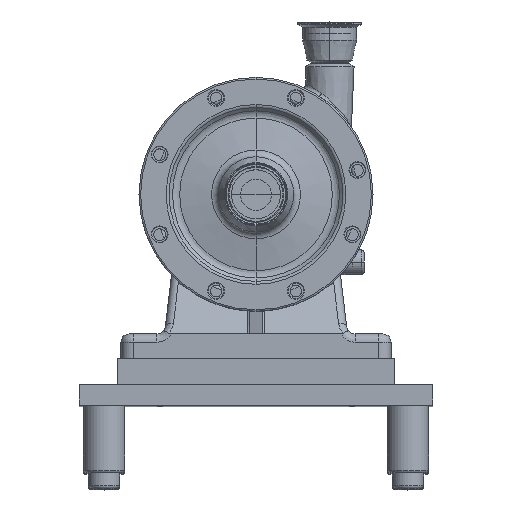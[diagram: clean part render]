
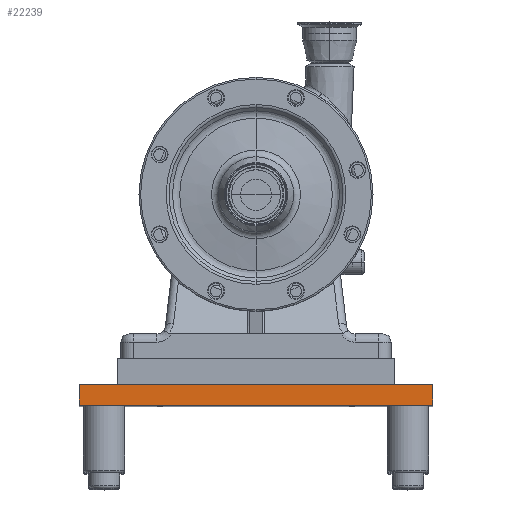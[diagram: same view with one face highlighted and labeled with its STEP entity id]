
A CAD part, top view. The second image highlights one B-rep face of the part: STEP entity #22239.
In plain terms, the highlighted planar face has unit normal (0, 0, 1).
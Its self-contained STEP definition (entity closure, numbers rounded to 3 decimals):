
#69 = VECTOR ( 'NONE', #22838, 1000. ) ;
#100 = EDGE_CURVE ( 'NONE', #29839, #26424, #15697, .T. ) ;
#543 = DIRECTION ( 'NONE',  ( -1., 0., 0. ) ) ;
#1023 = CARTESIAN_POINT ( 'NONE',  ( 215.9, 25.4, 584.2 ) ) ;
#2223 = CARTESIAN_POINT ( 'NONE',  ( 215.9, 0., 584.2 ) ) ;
#3676 = PLANE ( 'NONE',  #11657 ) ;
#4269 = ORIENTED_EDGE ( 'NONE', *, *, #26813, .T. ) ;
#5661 = VECTOR ( 'NONE', #28192, 1000. ) ;
#5806 = LINE ( 'NONE', #30814, #5661 ) ;
#6026 = DIRECTION ( 'NONE',  ( 1., 0., 0. ) ) ;
#6703 = VECTOR ( 'NONE', #6026, 1000. ) ;
#7344 = EDGE_CURVE ( 'NONE', #29839, #31456, #18623, .T. ) ;
#7770 = ORIENTED_EDGE ( 'NONE', *, *, #7344, .F. ) ;
#8900 = CARTESIAN_POINT ( 'NONE',  ( 215.9, 25.4, 584.2 ) ) ;
#8905 = ORIENTED_EDGE ( 'NONE', *, *, #9170, .F. ) ;
#9013 = CARTESIAN_POINT ( 'NONE',  ( -215.9, 0., 584.2 ) ) ;
#9170 = EDGE_CURVE ( 'NONE', #31456, #28632, #5806, .T. ) ;
#9924 = ORIENTED_EDGE ( 'NONE', *, *, #100, .T. ) ;
#10467 = LINE ( 'NONE', #31142, #11638 ) ;
#11146 = CARTESIAN_POINT ( 'NONE',  ( -215.9, 25.4, 584.2 ) ) ;
#11638 = VECTOR ( 'NONE', #13104, 1000. ) ;
#11657 = AXIS2_PLACEMENT_3D ( 'NONE', #1023, #18738, #543 ) ;
#13104 = DIRECTION ( 'NONE',  ( 1., 0., 0. ) ) ;
#15697 = LINE ( 'NONE', #20167, #69 ) ;
#16220 = EDGE_LOOP ( 'NONE', ( #4269, #8905, #7770, #9924 ) ) ;
#18623 = LINE ( 'NONE', #28732, #6703 ) ;
#18738 = DIRECTION ( 'NONE',  ( 0., 0., -1. ) ) ;
#18903 = FACE_OUTER_BOUND ( 'NONE', #16220, .T. ) ;
#20167 = CARTESIAN_POINT ( 'NONE',  ( -215.9, 25.4, 584.2 ) ) ;
#22239 = ADVANCED_FACE ( 'NONE', ( #18903 ), #3676, .F. ) ;
#22838 = DIRECTION ( 'NONE',  ( 0., -1., 0. ) ) ;
#26424 = VERTEX_POINT ( 'NONE', #9013 ) ;
#26813 = EDGE_CURVE ( 'NONE', #26424, #28632, #10467, .T. ) ;
#28192 = DIRECTION ( 'NONE',  ( 0., -1., 0. ) ) ;
#28632 = VERTEX_POINT ( 'NONE', #2223 ) ;
#28732 = CARTESIAN_POINT ( 'NONE',  ( 215.9, 25.4, 584.2 ) ) ;
#29839 = VERTEX_POINT ( 'NONE', #11146 ) ;
#30814 = CARTESIAN_POINT ( 'NONE',  ( 215.9, 25.4, 584.2 ) ) ;
#31142 = CARTESIAN_POINT ( 'NONE',  ( 215.9, 0., 584.2 ) ) ;
#31456 = VERTEX_POINT ( 'NONE', #8900 ) ;
